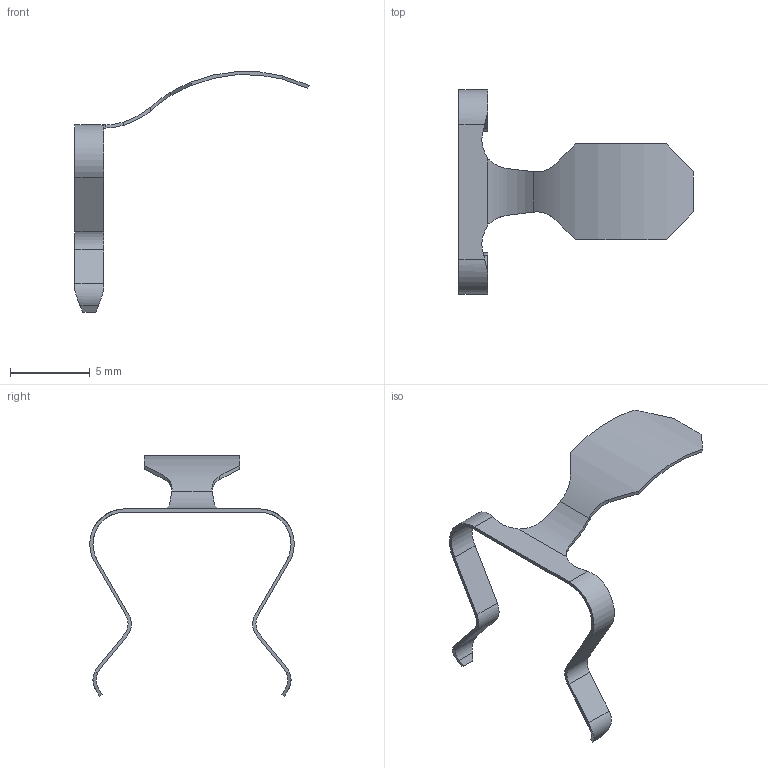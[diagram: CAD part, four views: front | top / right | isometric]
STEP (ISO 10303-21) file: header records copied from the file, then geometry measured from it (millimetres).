
FILE_DESCRIPTION(('CATIA V5 STEP Exchange','CAx-IF Rec.Pracs.--- Model Styling and Organization---1.4--- 2014-01-23'),'2;1');
FILE_NAME ('211797-2_1', '2018-12-04T14:19:24+00:00', ('none'), ('Weidmueller'), 'CATIA Version 5-6 Release 2016 SP3 HF44', 'CATIA V5 STEP AP214', 'none');
FILE_SCHEMA(('AUTOMOTIVE_DESIGN { 1 0 10303 214 1 1 1 1 }'));
Length unit declared in the file: millimetre
Products named in the file (1): 61416_HDC_MBUS_2_MCLIP
Bounding box: 14.66 x 12.8 x 15.06 mm (x, y, z)
Volume: 25.3 mm3; surface area: 273.8 mm2
Topology: 1 solids, 1 shells, 60 faces, 174 edges, 116 vertices
Faces by surface type: plane 38, cylinder 22
Entity records: 1991 total; most frequent: CARTESIAN_POINT 482, ORIENTED_EDGE 348, DIRECTION 244, EDGE_CURVE 174, VERTEX_POINT 116, VECTOR 98, LINE 98, AXIS2_PLACEMENT_3D 92
